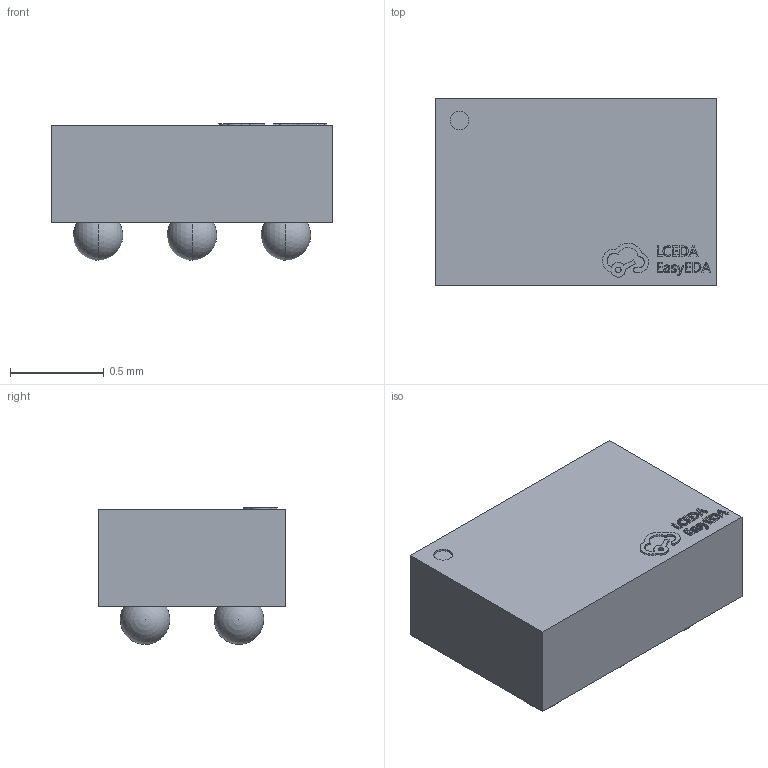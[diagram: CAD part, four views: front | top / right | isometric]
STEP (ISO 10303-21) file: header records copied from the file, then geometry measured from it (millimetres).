
FILE_DESCRIPTION (( 'STEP AP214' ), '1' );
FILE_NAME ('BGA-6_L1.5-W1.0-P0.50-TL.STEP', '2022-11-11T14:53:17', ( '' ), ( '' ), 'SwSTEP 2.0', 'SolidWorks 2020', '' );
FILE_SCHEMA (( 'AUTOMOTIVE_DESIGN' ));
Length unit declared in the file: millimetre
Products named in the file (1): BGA-6_L1.5-W1.0-P0.50-TL
Bounding box: 1.5 x 1 x 0.73 mm (x, y, z)
Volume: 0.8 mm3; surface area: 6.4 mm2
Topology: 1 solids, 1 shells, 245 faces, 687 edges, 458 vertices
Faces by surface type: plane 133, bspline 98, sphere 12, cylinder 2
Entity records: 10868 total; most frequent: CARTESIAN_POINT 2649, ORIENTED_EDGE 1314, DIRECTION 781, EDGE_CURVE 657, VERTEX_POINT 440, VECTOR 429, LINE 429, EDGE_LOOP 271
